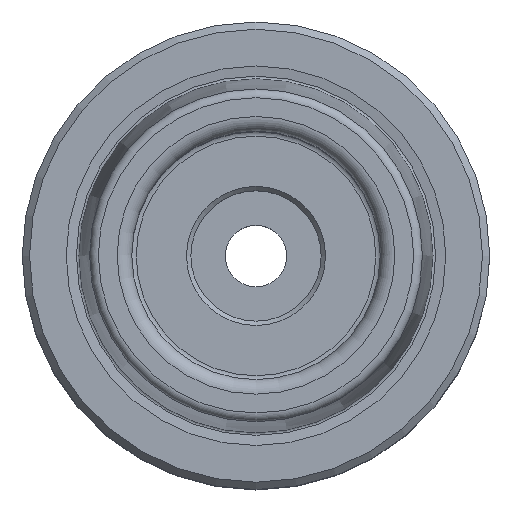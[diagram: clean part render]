
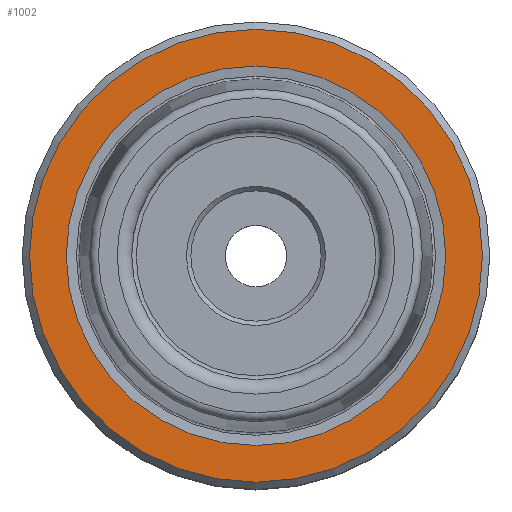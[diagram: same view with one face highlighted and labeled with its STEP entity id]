
A CAD part, top view. The second image highlights one B-rep face of the part: STEP entity #1002.
In plain terms, the highlighted planar face has unit normal (0, 0, 1).
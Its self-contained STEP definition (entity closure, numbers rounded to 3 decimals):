
#57=PLANE('',#1095);
#115=ORIENTED_EDGE('',*,*,#205,.T.);
#116=ORIENTED_EDGE('',*,*,#204,.F.);
#204=EDGE_CURVE('',#260,#260,#316,.T.);
#205=EDGE_CURVE('',#261,#261,#317,.T.);
#260=VERTEX_POINT('',#1465);
#261=VERTEX_POINT('',#1468);
#316=CIRCLE('',#1094,12.99);
#317=CIRCLE('',#1096,15.5);
#395=EDGE_LOOP('',(#115));
#396=EDGE_LOOP('',(#116));
#507=FACE_BOUND('',#395,.T.);
#508=FACE_BOUND('',#396,.T.);
#1002=ADVANCED_FACE('',(#507,#508),#57,.T.);
#1094=AXIS2_PLACEMENT_3D('',#1464,#1266,#1267);
#1095=AXIS2_PLACEMENT_3D('',#1466,#1268,#1269);
#1096=AXIS2_PLACEMENT_3D('',#1467,#1270,#1271);
#1266=DIRECTION('',(0.,0.,1.));
#1267=DIRECTION('',(1.,0.,0.));
#1268=DIRECTION('',(0.,0.,1.));
#1269=DIRECTION('',(1.,0.,0.));
#1270=DIRECTION('',(0.,0.,1.));
#1271=DIRECTION('',(1.,0.,0.));
#1464=CARTESIAN_POINT('',(0.,0.,0.));
#1465=CARTESIAN_POINT('',(12.99,0.,0.));
#1466=CARTESIAN_POINT('',(12.99,0.,0.));
#1467=CARTESIAN_POINT('',(0.,0.,0.));
#1468=CARTESIAN_POINT('',(15.5,0.,0.));
